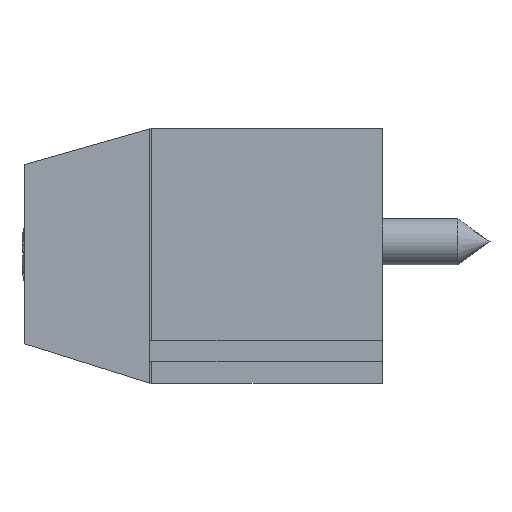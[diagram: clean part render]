
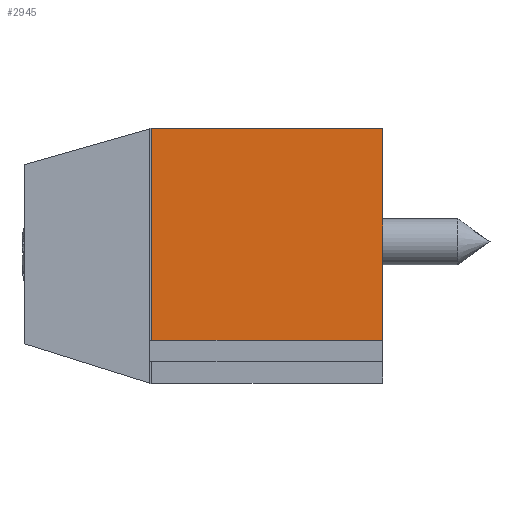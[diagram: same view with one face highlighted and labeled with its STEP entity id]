
A CAD part, left-side view. The second image highlights one B-rep face of the part: STEP entity #2945.
In plain terms, the highlighted planar face has unit normal (-1, 0, 0).
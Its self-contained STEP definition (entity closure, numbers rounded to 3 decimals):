
#16 = LINE ( 'NONE', #1749, #1842 ) ;
#32 = DIRECTION ( 'NONE',  ( 1., 0., 0. ) ) ;
#122 = VECTOR ( 'NONE', #3333, 1000. ) ;
#180 = LINE ( 'NONE', #3453, #3189 ) ;
#277 = VECTOR ( 'NONE', #3809, 1000. ) ;
#367 = CARTESIAN_POINT ( 'NONE',  ( -10.16, 6.45, 7.1 ) ) ;
#393 = ORIENTED_EDGE ( 'NONE', *, *, #2455, .F. ) ;
#604 = VERTEX_POINT ( 'NONE', #2805 ) ;
#805 = DIRECTION ( 'NONE',  ( 0., 1., 0. ) ) ;
#886 = EDGE_CURVE ( 'NONE', #2517, #3808, #1836, .T. ) ;
#1237 = EDGE_CURVE ( 'NONE', #604, #1961, #2626, .T. ) ;
#1332 = CARTESIAN_POINT ( 'NONE',  ( -10.16, 0., 7.1 ) ) ;
#1393 = CARTESIAN_POINT ( 'NONE',  ( -10.16, 0., 0. ) ) ;
#1507 = ORIENTED_EDGE ( 'NONE', *, *, #2874, .F. ) ;
#1749 = CARTESIAN_POINT ( 'NONE',  ( -10.16, 6.5, 7.1 ) ) ;
#1836 = LINE ( 'NONE', #3025, #122 ) ;
#1842 = VECTOR ( 'NONE', #2984, 1000. ) ;
#1961 = VERTEX_POINT ( 'NONE', #1332 ) ;
#1971 = ORIENTED_EDGE ( 'NONE', *, *, #1237, .T. ) ;
#2065 = CARTESIAN_POINT ( 'NONE',  ( -10.16, 6.45, 1.2 ) ) ;
#2155 = AXIS2_PLACEMENT_3D ( 'NONE', #3221, #32, #3811 ) ;
#2340 = FACE_OUTER_BOUND ( 'NONE', #3739, .T. ) ;
#2385 = PLANE ( 'NONE',  #2155 ) ;
#2455 = EDGE_CURVE ( 'NONE', #604, #2517, #180, .T. ) ;
#2517 = VERTEX_POINT ( 'NONE', #2065 ) ;
#2626 = LINE ( 'NONE', #1393, #277 ) ;
#2800 = ORIENTED_EDGE ( 'NONE', *, *, #886, .F. ) ;
#2805 = CARTESIAN_POINT ( 'NONE',  ( -10.16, 0., 1.2 ) ) ;
#2874 = EDGE_CURVE ( 'NONE', #3808, #1961, #16, .T. ) ;
#2945 = ADVANCED_FACE ( 'NONE', ( #2340 ), #2385, .F. ) ;
#2984 = DIRECTION ( 'NONE',  ( 0., -1., 0. ) ) ;
#3025 = CARTESIAN_POINT ( 'NONE',  ( -10.16, 6.45, 0. ) ) ;
#3189 = VECTOR ( 'NONE', #805, 1000. ) ;
#3221 = CARTESIAN_POINT ( 'NONE',  ( -10.16, 6.5, 0. ) ) ;
#3333 = DIRECTION ( 'NONE',  ( 0., 0., 1. ) ) ;
#3453 = CARTESIAN_POINT ( 'NONE',  ( -10.16, 0., 1.2 ) ) ;
#3739 = EDGE_LOOP ( 'NONE', ( #2800, #393, #1971, #1507 ) ) ;
#3808 = VERTEX_POINT ( 'NONE', #367 ) ;
#3809 = DIRECTION ( 'NONE',  ( 0., 0., 1. ) ) ;
#3811 = DIRECTION ( 'NONE',  ( 0., 0., -1. ) ) ;
